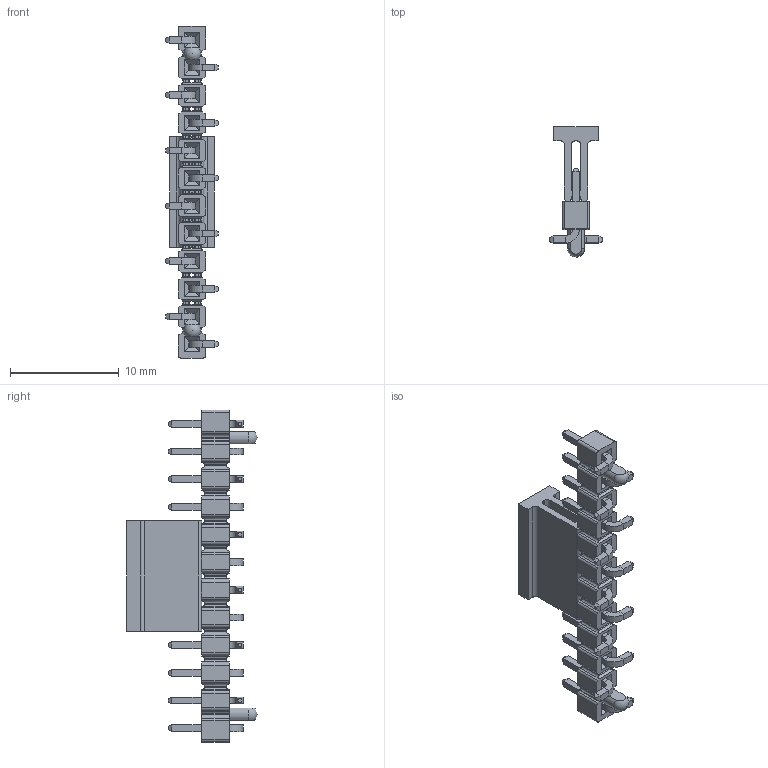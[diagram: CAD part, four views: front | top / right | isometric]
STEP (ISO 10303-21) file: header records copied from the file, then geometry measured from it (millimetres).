
FILE_DESCRIPTION (( 'STEP AP203' ), '1' );
FILE_NAME ('TSM-112-04-X-SV-A-P.step', '2012-06-05T18:16:13', ( 'supertiger' ), ( 'SAMTEC' ), 'SwSTEP 2.0', 'SolidWorks 2010', '' );
FILE_SCHEMA (( 'CONFIG_CONTROL_DESIGN' ));
Length unit declared in the file: inch
Products named in the file (4): TSM-112-04-X-SV-A-P; TSM-XX-SV-XX_12 Pos -A [ASM print]; PPP-07; T-1S6_TSM-02-DV (-08)
Assembly tree (14 placements, depth 2):
  TSM-112-04-X-SV-A-P
    PPP-07
    T-1S6_TSM-02-DV (-08)  x12
    TSM-XX-SV-XX_12 Pos -A [ASM print]
Bounding box: 4.83 x 11.94 x 30.48 mm (x, y, z)
Volume: 329.5 mm3; surface area: 1061.1 mm2
Topology: 14 solids, 14 shells, 920 faces, 2352 edges, 1448 vertices
Faces by surface type: plane 790, cylinder 128, sphere 2
Entity records: 21888 total; most frequent: CARTESIAN_POINT 3953, ORIENTED_EDGE 3724, DIRECTION 3396, EDGE_CURVE 1862, VECTOR 1574, LINE 1574, VERTEX_POINT 1180, AXIS2_PLACEMENT_3D 911
